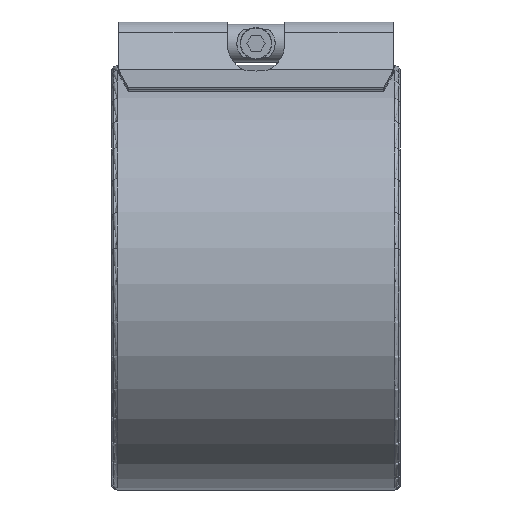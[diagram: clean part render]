
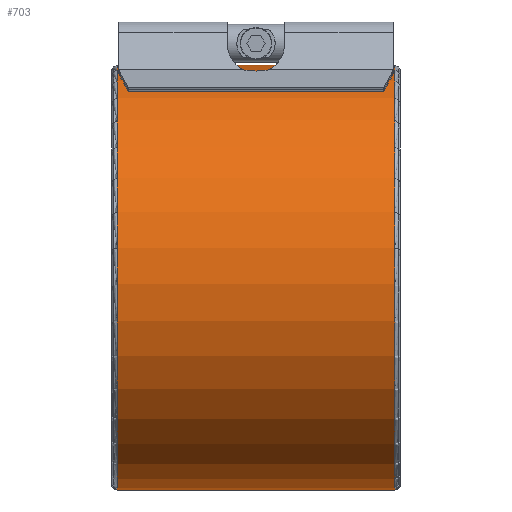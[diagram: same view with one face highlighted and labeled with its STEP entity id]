
A CAD part, front view. The second image highlights one B-rep face of the part: STEP entity #703.
In plain terms, the highlighted cylindrical face has radius 66.5 mm (diameter 133 mm), a partial arc.
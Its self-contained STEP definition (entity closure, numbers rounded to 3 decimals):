
#105=ELLIPSE('',#2495,133.,66.5);
#106=ELLIPSE('',#2497,133.,66.5);
#211=LINE('',#3714,#401);
#212=LINE('',#3718,#402);
#401=VECTOR('',#2933,1.);
#402=VECTOR('',#2936,1.);
#571=CYLINDRICAL_SURFACE('',#2498,66.5);
#703=ADVANCED_FACE('',(#908),#571,.T.);
#908=FACE_OUTER_BOUND('',#1052,.T.);
#1052=EDGE_LOOP('',(#1402,#1403,#1404,#1405,#1406,#1407));
#1402=ORIENTED_EDGE('',*,*,#2124,.F.);
#1403=ORIENTED_EDGE('',*,*,#2125,.T.);
#1404=ORIENTED_EDGE('',*,*,#2121,.F.);
#1405=ORIENTED_EDGE('',*,*,#2126,.T.);
#1406=ORIENTED_EDGE('',*,*,#2127,.T.);
#1407=ORIENTED_EDGE('',*,*,#2128,.F.);
#1875=VERTEX_POINT('',#3688);
#1876=VERTEX_POINT('',#3689);
#1877=VERTEX_POINT('',#3715);
#1878=VERTEX_POINT('',#3716);
#1879=VERTEX_POINT('',#3719);
#1880=VERTEX_POINT('',#3721);
#2121=EDGE_CURVE('',#1875,#1876,#2338,.T.);
#2124=EDGE_CURVE('',#1877,#1878,#211,.T.);
#2125=EDGE_CURVE('',#1877,#1876,#105,.T.);
#2126=EDGE_CURVE('',#1875,#1879,#212,.T.);
#2127=EDGE_CURVE('',#1879,#1880,#2340,.T.);
#2128=EDGE_CURVE('',#1878,#1880,#106,.T.);
#2338=CIRCLE('',#2492,66.5);
#2340=CIRCLE('',#2496,66.5);
#2492=AXIS2_PLACEMENT_3D('',#3687,#2927,#2928);
#2495=AXIS2_PLACEMENT_3D('',#3717,#2934,#2935);
#2496=AXIS2_PLACEMENT_3D('',#3720,#2937,#2938);
#2497=AXIS2_PLACEMENT_3D('',#3722,#2939,#2940);
#2498=AXIS2_PLACEMENT_3D('',#3723,#2941,#2942);
#2927=DIRECTION('',(-1.,0.,0.));
#2928=DIRECTION('',(0.,0.,1.));
#2933=DIRECTION('',(1.,0.,0.));
#2934=DIRECTION('',(0.5,-0.866,0.));
#2935=DIRECTION('',(-0.866,-0.5,0.));
#2936=DIRECTION('',(1.,0.,0.));
#2937=DIRECTION('',(-1.,0.,0.));
#2938=DIRECTION('',(0.,0.,1.));
#2939=DIRECTION('',(0.5,0.866,0.));
#2940=DIRECTION('',(-0.866,0.5,0.));
#2941=DIRECTION('',(-1.,0.,0.));
#2942=DIRECTION('',(0.,0.,1.));
#3687=CARTESIAN_POINT('',(-43.45,0.,0.));
#3688=CARTESIAN_POINT('',(-43.45,10.545,65.659));
#3689=CARTESIAN_POINT('',(-43.45,-2.425,66.456));
#3714=CARTESIAN_POINT('',(-43.45,0.,66.5));
#3715=CARTESIAN_POINT('',(-39.25,0.,66.5));
#3716=CARTESIAN_POINT('',(39.25,0.,66.5));
#3717=CARTESIAN_POINT('',(-39.25,0.,0.));
#3718=CARTESIAN_POINT('',(-43.45,10.545,65.659));
#3719=CARTESIAN_POINT('',(43.45,10.545,65.659));
#3720=CARTESIAN_POINT('',(43.45,0.,0.));
#3721=CARTESIAN_POINT('',(43.45,-2.425,66.456));
#3722=CARTESIAN_POINT('',(39.25,0.,0.));
#3723=CARTESIAN_POINT('',(0.,0.,0.));
